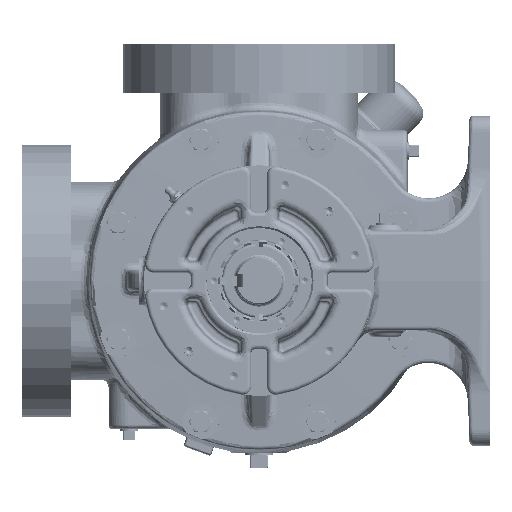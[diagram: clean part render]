
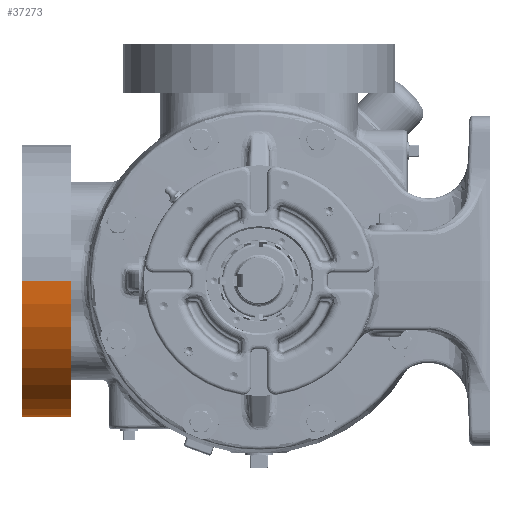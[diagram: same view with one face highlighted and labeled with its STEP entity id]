
A CAD part, left-side view. The second image highlights one B-rep face of the part: STEP entity #37273.
In plain terms, the highlighted cylindrical face has radius 104.775 mm (diameter 209.55 mm), a partial arc.
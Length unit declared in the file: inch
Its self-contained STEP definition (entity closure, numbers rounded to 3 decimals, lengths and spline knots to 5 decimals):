
#1122 = FACE_OUTER_BOUND ( 'NONE', #8975, .T. ) ;
#8025 = CARTESIAN_POINT ( 'NONE',  ( -0.78, 7.1875, 0. ) ) ;
#8975 = EDGE_LOOP ( 'NONE', ( #155481, #130729, #279524, #15129 ) ) ;
#11719 = EDGE_CURVE ( 'NONE', #230979, #339928, #193559, .T. ) ;
#14899 = CARTESIAN_POINT ( 'NONE',  ( 7.47, 5.6875, 0. ) ) ;
#15129 = ORIENTED_EDGE ( 'NONE', *, *, #130801, .F. ) ;
#16342 = DIRECTION ( 'NONE',  ( 0., -1., 0. ) ) ;
#21940 = CARTESIAN_POINT ( 'NONE',  ( 3.345, 4.71826, 0. ) ) ;
#37273 = ADVANCED_FACE ( 'NONE', ( #1122 ), #127818, .T. ) ;
#46071 = CARTESIAN_POINT ( 'NONE',  ( -0.78, 5.6875, 0. ) ) ;
#52828 = DIRECTION ( 'NONE',  ( 0., -1., 0. ) ) ;
#56240 = DIRECTION ( 'NONE',  ( -1., 0., 0. ) ) ;
#56340 = CARTESIAN_POINT ( 'NONE',  ( 7.47, 7.1875, 0. ) ) ;
#61815 = CARTESIAN_POINT ( 'NONE',  ( 7.47, 4.71826, 0. ) ) ;
#71510 = VERTEX_POINT ( 'NONE', #8025 ) ;
#85619 = AXIS2_PLACEMENT_3D ( 'NONE', #21940, #235254, #233528 ) ;
#101757 = AXIS2_PLACEMENT_3D ( 'NONE', #210572, #52828, #56240 ) ;
#121143 = LINE ( 'NONE', #251165, #186766 ) ;
#127818 = CYLINDRICAL_SURFACE ( 'NONE', #85619, 4.125 ) ;
#130729 = ORIENTED_EDGE ( 'NONE', *, *, #11719, .T. ) ;
#130801 = EDGE_CURVE ( 'NONE', #71510, #312406, #121143, .T. ) ;
#148174 = CARTESIAN_POINT ( 'NONE',  ( 3.345, 5.6875, 0. ) ) ;
#155481 = ORIENTED_EDGE ( 'NONE', *, *, #298482, .T. ) ;
#179134 = CIRCLE ( 'NONE', #101757, 4.125 ) ;
#186766 = VECTOR ( 'NONE', #304799, 39.37008 ) ;
#193559 = LINE ( 'NONE', #61815, #326652 ) ;
#203781 = DIRECTION ( 'NONE',  ( 0., -1., 0. ) ) ;
#210572 = CARTESIAN_POINT ( 'NONE',  ( 3.345, 7.1875, 0. ) ) ;
#230979 = VERTEX_POINT ( 'NONE', #56340 ) ;
#233528 = DIRECTION ( 'NONE',  ( -1., 0., 0. ) ) ;
#235254 = DIRECTION ( 'NONE',  ( 0., -1., 0. ) ) ;
#244228 = EDGE_CURVE ( 'NONE', #312406, #339928, #343163, .T. ) ;
#251165 = CARTESIAN_POINT ( 'NONE',  ( -0.78, 4.71826, 0. ) ) ;
#279524 = ORIENTED_EDGE ( 'NONE', *, *, #244228, .F. ) ;
#281546 = DIRECTION ( 'NONE',  ( -1., 0., 0. ) ) ;
#298482 = EDGE_CURVE ( 'NONE', #71510, #230979, #179134, .T. ) ;
#304799 = DIRECTION ( 'NONE',  ( 0., -1., 0. ) ) ;
#309947 = AXIS2_PLACEMENT_3D ( 'NONE', #148174, #16342, #281546 ) ;
#312406 = VERTEX_POINT ( 'NONE', #46071 ) ;
#326652 = VECTOR ( 'NONE', #203781, 39.37008 ) ;
#339928 = VERTEX_POINT ( 'NONE', #14899 ) ;
#343163 = CIRCLE ( 'NONE', #309947, 4.125 ) ;
